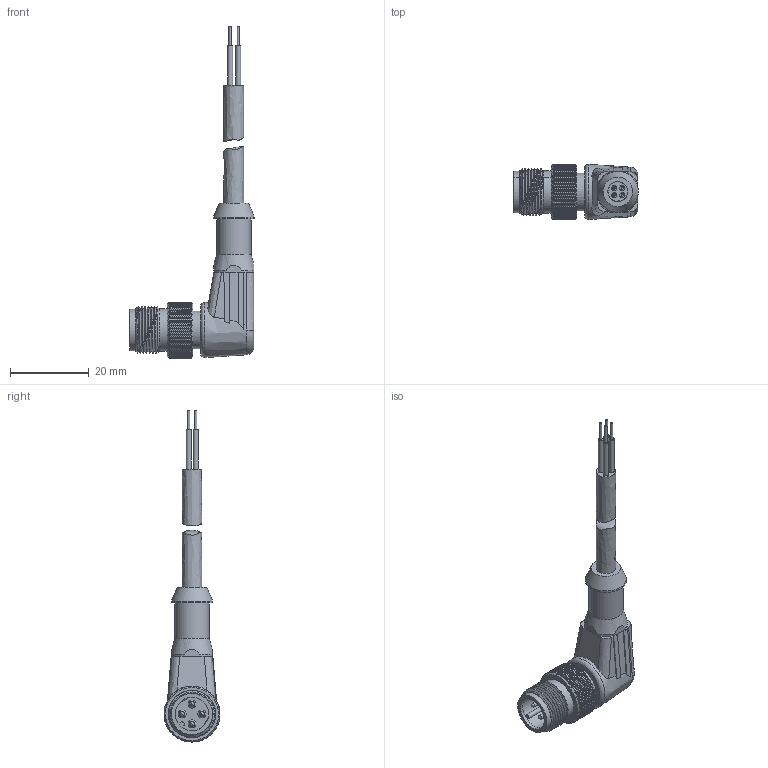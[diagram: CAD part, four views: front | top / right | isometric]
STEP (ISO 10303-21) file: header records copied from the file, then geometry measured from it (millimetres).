
FILE_DESCRIPTION( ('This file contains a STEP AP42 implementation' ,'as created by ZW3D STEP Interface translator.') ,'2;1' );
FILE_NAME( 'R-MA4TZ-X07X.stp' ,'201113. 818 6', (''), ('ZWCAD Software Co.'), 'Version 1.0', 'ZW3D to STEP translator', '' );
FILE_SCHEMA(('AUTOMOTIVE_DESIGN'));
Length unit declared in the file: millimetre
Products named in the file (2): 0; R-MA4TZ-X07X1
Bounding box: 31.63 x 14.2 x 84.29 mm (x, y, z)
Volume: 6242.4 mm3; surface area: 3838.5 mm2
Topology: 2 solids, 2 shells, 3720 faces, 7605 edges, 3904 vertices
Faces by surface type: bspline 3720
Entity records: 231789 total; most frequent: CARTESIAN_POINT 179792, ORIENTED_EDGE 15194, EDGE_CURVE 7597, B_SPLINE_CURVE_WITH_KNOTS 7390, VERTEX_POINT 3904, EDGE_LOOP 3743, FACE_OUTER_BOUND 3720, ADVANCED_FACE 3720
